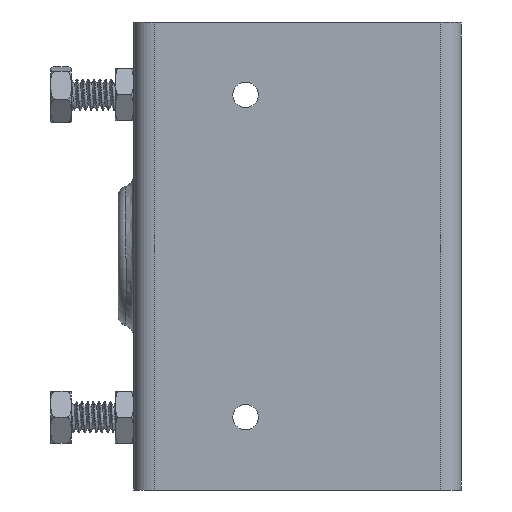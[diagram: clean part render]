
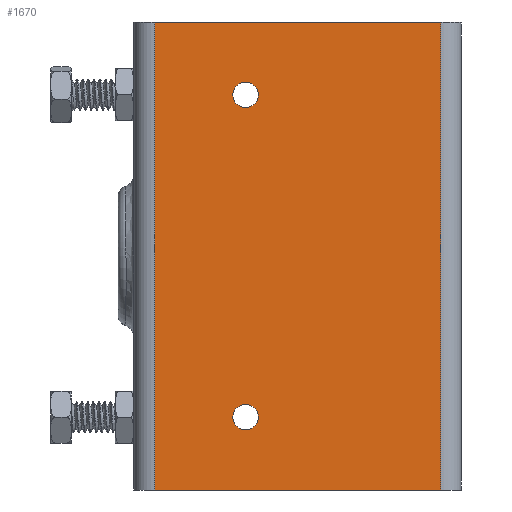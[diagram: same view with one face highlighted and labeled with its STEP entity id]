
A CAD part, left-side view. The second image highlights one B-rep face of the part: STEP entity #1670.
In plain terms, the highlighted planar face has unit normal (-1, 0, 0).
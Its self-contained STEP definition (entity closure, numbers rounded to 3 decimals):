
#123=CARTESIAN_POINT('',(-23.5,41.5,-33.458));
#124=VERTEX_POINT('',#123);
#125=CARTESIAN_POINT('',(-23.5,41.5,-31.));
#126=DIRECTION('',(1.0,0.0,0.0));
#127=DIRECTION('',(0.0,0.0,-1.0));
#128=AXIS2_PLACEMENT_3D('',#125,#126,#127);
#129=CIRCLE('',#128,2.459);
#130=EDGE_CURVE('',#124,#124,#129,.T.);
#151=CARTESIAN_POINT('',(-23.5,41.5,28.542));
#152=VERTEX_POINT('',#151);
#153=CARTESIAN_POINT('',(-23.5,41.5,31.0));
#154=DIRECTION('',(1.0,0.0,0.0));
#155=DIRECTION('',(0.0,0.0,-1.0));
#156=AXIS2_PLACEMENT_3D('',#153,#154,#155);
#157=CIRCLE('',#156,2.459);
#158=EDGE_CURVE('',#152,#152,#157,.T.);
#399=CARTESIAN_POINT('',(-23.5,59.0,45.0));
#400=VERTEX_POINT('',#399);
#408=CARTESIAN_POINT('',(-23.5,4.0,45.0));
#409=VERTEX_POINT('',#408);
#410=CARTESIAN_POINT('',(-23.5,4.0,45.0));
#411=DIRECTION('',(0.0,1.0,0.0));
#412=VECTOR('',#411,55.0);
#413=LINE('',#410,#412);
#414=EDGE_CURVE('',#409,#400,#413,.T.);
#1559=CARTESIAN_POINT('',(-23.5,4.0,-45.0));
#1560=VERTEX_POINT('',#1559);
#1568=CARTESIAN_POINT('',(-23.5,59.0,-45.0));
#1569=VERTEX_POINT('',#1568);
#1570=CARTESIAN_POINT('',(-23.5,59.0,-45.0));
#1571=DIRECTION('',(0.0,-1.0,0.0));
#1572=VECTOR('',#1571,55.0);
#1573=LINE('',#1570,#1572);
#1574=EDGE_CURVE('',#1569,#1560,#1573,.T.);
#1637=CARTESIAN_POINT('',(-23.5,4.0,-45.0));
#1638=DIRECTION('',(0.0,0.0,1.0));
#1639=VECTOR('',#1638,90.0);
#1640=LINE('',#1637,#1639);
#1641=EDGE_CURVE('',#1560,#409,#1640,.T.);
#1648=CARTESIAN_POINT('',(-23.5,4.0,0.0));
#1649=DIRECTION('',(-1.0,0.0,0.0));
#1650=DIRECTION('',(0.0,0.0,1.0));
#1651=AXIS2_PLACEMENT_3D('',#1648,#1649,#1650);
#1652=PLANE('',#1651);
#1653=ORIENTED_EDGE('',*,*,#414,.T.);
#1654=CARTESIAN_POINT('',(-23.5,59.0,-45.0));
#1655=DIRECTION('',(0.0,0.0,1.0));
#1656=VECTOR('',#1655,90.0);
#1657=LINE('',#1654,#1656);
#1658=EDGE_CURVE('',#1569,#400,#1657,.T.);
#1659=ORIENTED_EDGE('',*,*,#1658,.F.);
#1660=ORIENTED_EDGE('',*,*,#1574,.T.);
#1661=ORIENTED_EDGE('',*,*,#1641,.T.);
#1662=EDGE_LOOP('',(#1653,#1659,#1660,#1661));
#1663=FACE_OUTER_BOUND('',#1662,.T.);
#1664=ORIENTED_EDGE('',*,*,#130,.T.);
#1665=EDGE_LOOP('',(#1664));
#1666=FACE_BOUND('',#1665,.T.);
#1667=ORIENTED_EDGE('',*,*,#158,.T.);
#1668=EDGE_LOOP('',(#1667));
#1669=FACE_BOUND('',#1668,.T.);
#1670=ADVANCED_FACE('',(#1663,#1666,#1669),#1652,.T.);
